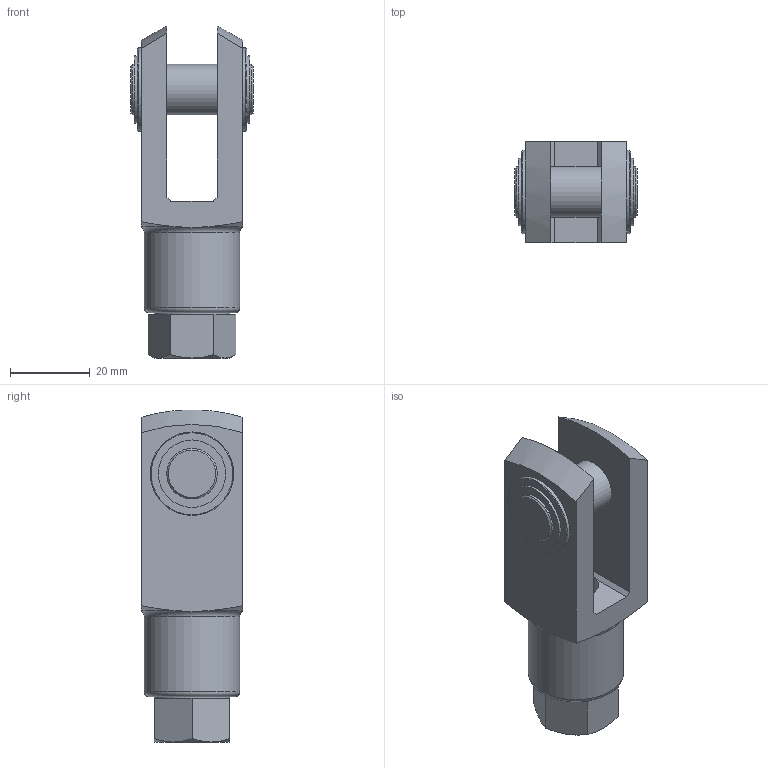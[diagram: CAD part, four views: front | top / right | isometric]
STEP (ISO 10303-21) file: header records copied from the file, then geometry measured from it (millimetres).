
FILE_DESCRIPTION(/* description */ ('STEP AP214'),/* implementation_level */ '2;1');
FILE_NAME(/* name */ '546545_SG-UNF1_2-20-B',/* time_stamp */ '2024-09-15T04:22:50+02:00',/* author */ ('License CC BY-ND 4.0'),/* organization */ ('CADENAS'),/* preprocessor_version */ 'ST-DEVELOPER v19.3',/* originating_system */ 'PARTsolutions',/* authorisation */ ' ');
FILE_SCHEMA (('AUTOMOTIVE_DESIGN {1 0 10303 214 3 1 1}'));
Length unit declared in the file: millimetre
Products named in the file (3): 546545 SG-UNF1/2"-20-B; 546545 SG-UNF1/2"-20-B---(GK); Hex Nuts 1/2 ANSI B18.2.2
Assembly tree (2 placements, depth 2):
  546545 SG-UNF1/2"-20-B
    546545 SG-UNF1/2"-20-B---(GK)
    Hex Nuts 1/2 ANSI B18.2.2
Bounding box: 30.73 x 25.4 x 83.38 mm (x, y, z)
Volume: 29747.6 mm3; surface area: 11551 mm2
Topology: 2 solids, 2 shells, 70 faces, 175 edges, 114 vertices
Faces by surface type: plane 33, cone 19, cylinder 16, torus 2
Full cylindrical faces by diameter (mm): 11.326 x2, 12.7 x3, 16.933 x2, 20.955 x2, 24 x1
Entity records: 2094 total; most frequent: CARTESIAN_POINT 431, DIRECTION 328, ORIENTED_EDGE 306, EDGE_CURVE 153, AXIS2_PLACEMENT_3D 132, VERTEX_POINT 111, EDGE_LOOP 100, FACE_BOUND 100
